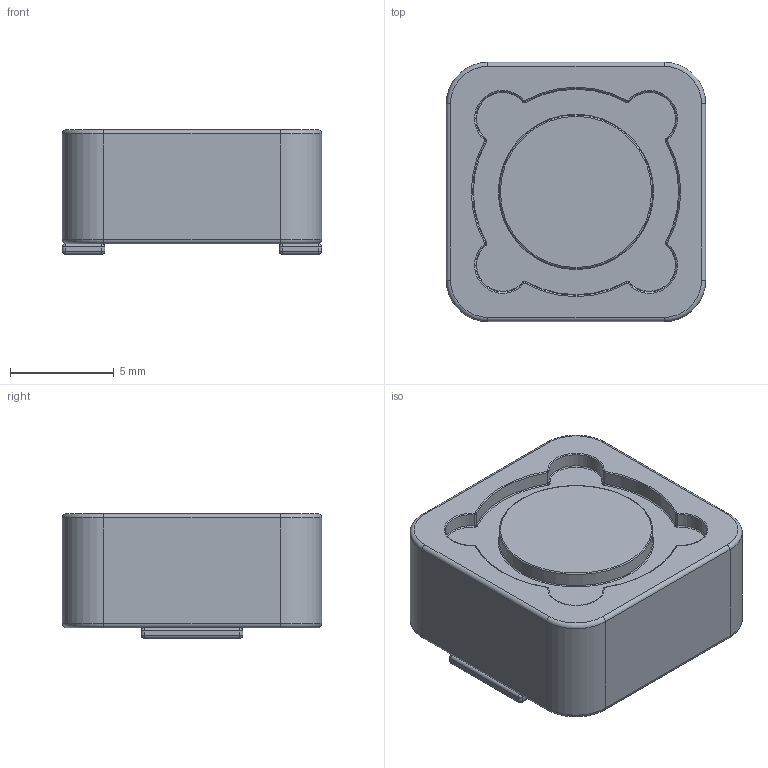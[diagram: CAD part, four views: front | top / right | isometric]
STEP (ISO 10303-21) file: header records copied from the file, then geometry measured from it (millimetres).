
FILE_DESCRIPTION(('FreeCAD Model'),'2;1');
FILE_NAME('Open CASCADE Shape Model','2023-08-08T11:39:39',(''),(''), 'Open CASCADE STEP processor 7.6','FreeCAD','Unknown');
FILE_SCHEMA(('AUTOMOTIVE_DESIGN { 1 0 10303 214 1 1 1 1 }'));
Length unit declared in the file: millimetre
Products named in the file (4): Unnamed; Core; Terminals; Terminals_Single
Assembly tree (4 placements, depth 3):
  Unnamed
    Core
    Terminals
      Terminals_Single  x2
Bounding box: 12.5 x 12.5 x 6 mm (x, y, z)
Volume: 814.2 mm3; surface area: 647.5 mm2
Topology: 3 solids, 3 shells, 131 faces, 287 edges, 148 vertices
Faces by surface type: cylinder 45, torus 26, bspline 24, plane 20, sphere 16
Full cylindrical faces by diameter (mm): 7.389 x1
Entity records: 6835 total; most frequent: CARTESIAN_POINT 2435, DIRECTION 803, ORIENTED_EDGE 446, PCURVE 446, DEFINITIONAL_REPRESENTATION 446, LINE 389, VECTOR 389, EDGE_CURVE 223
